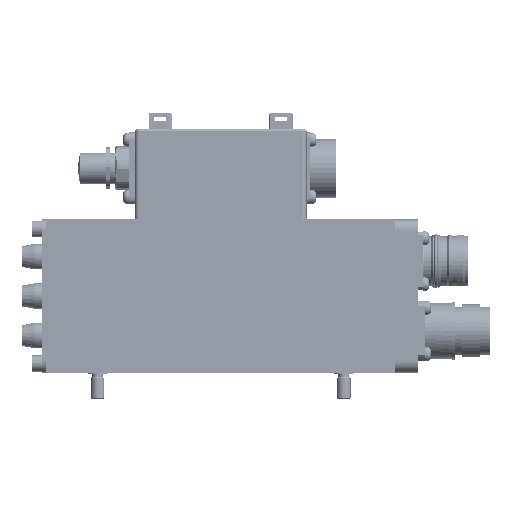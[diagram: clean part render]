
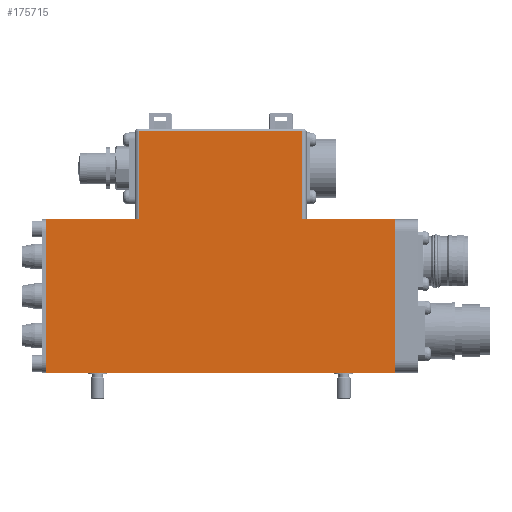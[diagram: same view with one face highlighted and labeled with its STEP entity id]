
A CAD part, top view. The second image highlights one B-rep face of the part: STEP entity #175715.
In plain terms, the highlighted planar face has unit normal (0, 0, 1).
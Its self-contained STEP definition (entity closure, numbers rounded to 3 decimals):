
#4069 = AXIS2_PLACEMENT_3D ( 'NONE', #166932, #154355, #72835 ) ;
#10673 = EDGE_LOOP ( 'NONE', ( #36844, #138848, #72975, #29810, #138265, #61893, #53083, #37730 ) ) ;
#11344 = CARTESIAN_POINT ( 'NONE',  ( -75., 66.5, 23. ) ) ;
#13011 = LINE ( 'NONE', #95064, #163460 ) ;
#13546 = DIRECTION ( 'NONE',  ( 1., 0., 0. ) ) ;
#19956 = FACE_OUTER_BOUND ( 'NONE', #10673, .T. ) ;
#20899 = EDGE_CURVE ( 'NONE', #107964, #35101, #169545, .T. ) ;
#25048 = DIRECTION ( 'NONE',  ( 0., -1., 0. ) ) ;
#25765 = CARTESIAN_POINT ( 'NONE',  ( 75., 66.5, 23. ) ) ;
#28318 = LINE ( 'NONE', #33407, #132647 ) ;
#29810 = ORIENTED_EDGE ( 'NONE', *, *, #149787, .F. ) ;
#31519 = EDGE_CURVE ( 'NONE', #108508, #125255, #68510, .T. ) ;
#32275 = VECTOR ( 'NONE', #148322, 1000. ) ;
#33407 = CARTESIAN_POINT ( 'NONE',  ( -75., 0.5, 23. ) ) ;
#35101 = VERTEX_POINT ( 'NONE', #163932 ) ;
#36610 = CARTESIAN_POINT ( 'NONE',  ( 75., 0.5, 23. ) ) ;
#36844 = ORIENTED_EDGE ( 'NONE', *, *, #154306, .T. ) ;
#37730 = ORIENTED_EDGE ( 'NONE', *, *, #65733, .F. ) ;
#48269 = DIRECTION ( 'NONE',  ( 0., -1., 0. ) ) ;
#50062 = CARTESIAN_POINT ( 'NONE',  ( 75., 66.5, 23. ) ) ;
#52586 = EDGE_CURVE ( 'NONE', #35101, #156364, #104524, .T. ) ;
#53083 = ORIENTED_EDGE ( 'NONE', *, *, #31519, .F. ) ;
#58129 = LINE ( 'NONE', #68412, #90103 ) ;
#61893 = ORIENTED_EDGE ( 'NONE', *, *, #86823, .T. ) ;
#63560 = VERTEX_POINT ( 'NONE', #107141 ) ;
#63744 = DIRECTION ( 'NONE',  ( -1., 0., 0. ) ) ;
#65733 = EDGE_CURVE ( 'NONE', #63560, #108508, #58129, .T. ) ;
#68412 = CARTESIAN_POINT ( 'NONE',  ( -75., 66.5, 23. ) ) ;
#68510 = LINE ( 'NONE', #25765, #32275 ) ;
#72835 = DIRECTION ( 'NONE',  ( 0., 1., 0. ) ) ;
#72975 = ORIENTED_EDGE ( 'NONE', *, *, #52586, .T. ) ;
#73775 = CARTESIAN_POINT ( 'NONE',  ( 35., 104.5, 23. ) ) ;
#76590 = EDGE_CURVE ( 'NONE', #142626, #143460, #117116, .T. ) ;
#86823 = EDGE_CURVE ( 'NONE', #143460, #125255, #28318, .T. ) ;
#90103 = VECTOR ( 'NONE', #92207, 1000. ) ;
#91107 = CARTESIAN_POINT ( 'NONE',  ( -35., 104.5, 23. ) ) ;
#92207 = DIRECTION ( 'NONE',  ( 1., 0., 0. ) ) ;
#95064 = CARTESIAN_POINT ( 'NONE',  ( -75., 66.5, 23. ) ) ;
#95695 = VECTOR ( 'NONE', #120034, 1000. ) ;
#96459 = CARTESIAN_POINT ( 'NONE',  ( -75., 66.5, 23. ) ) ;
#104524 = LINE ( 'NONE', #129792, #140689 ) ;
#106365 = CARTESIAN_POINT ( 'NONE',  ( 35., 66.5, 23. ) ) ;
#107141 = CARTESIAN_POINT ( 'NONE',  ( 35., 66.5, 23. ) ) ;
#107964 = VERTEX_POINT ( 'NONE', #73775 ) ;
#108508 = VERTEX_POINT ( 'NONE', #50062 ) ;
#111938 = CARTESIAN_POINT ( 'NONE',  ( -35., 66.5, 23. ) ) ;
#117116 = LINE ( 'NONE', #11344, #161966 ) ;
#120034 = DIRECTION ( 'NONE',  ( 0., 1., 0. ) ) ;
#125255 = VERTEX_POINT ( 'NONE', #36610 ) ;
#126923 = PLANE ( 'NONE',  #4069 ) ;
#129792 = CARTESIAN_POINT ( 'NONE',  ( -35., 66.5, 23. ) ) ;
#132647 = VECTOR ( 'NONE', #170374, 1000. ) ;
#133218 = VECTOR ( 'NONE', #63744, 1000. ) ;
#138265 = ORIENTED_EDGE ( 'NONE', *, *, #76590, .T. ) ;
#138848 = ORIENTED_EDGE ( 'NONE', *, *, #20899, .T. ) ;
#140689 = VECTOR ( 'NONE', #48269, 1000. ) ;
#142626 = VERTEX_POINT ( 'NONE', #96459 ) ;
#143460 = VERTEX_POINT ( 'NONE', #169448 ) ;
#148322 = DIRECTION ( 'NONE',  ( 0., -1., 0. ) ) ;
#149787 = EDGE_CURVE ( 'NONE', #142626, #156364, #13011, .T. ) ;
#154306 = EDGE_CURVE ( 'NONE', #63560, #107964, #163890, .T. ) ;
#154355 = DIRECTION ( 'NONE',  ( 0., 0., -1. ) ) ;
#156364 = VERTEX_POINT ( 'NONE', #111938 ) ;
#161966 = VECTOR ( 'NONE', #25048, 1000. ) ;
#163460 = VECTOR ( 'NONE', #13546, 1000. ) ;
#163890 = LINE ( 'NONE', #106365, #95695 ) ;
#163932 = CARTESIAN_POINT ( 'NONE',  ( -35., 104.5, 23. ) ) ;
#166932 = CARTESIAN_POINT ( 'NONE',  ( -75., 66.5, 23. ) ) ;
#169448 = CARTESIAN_POINT ( 'NONE',  ( -75., 0.5, 23. ) ) ;
#169545 = LINE ( 'NONE', #91107, #133218 ) ;
#170374 = DIRECTION ( 'NONE',  ( 1., 0., 0. ) ) ;
#175715 = ADVANCED_FACE ( 'NONE', ( #19956 ), #126923, .F. ) ;
